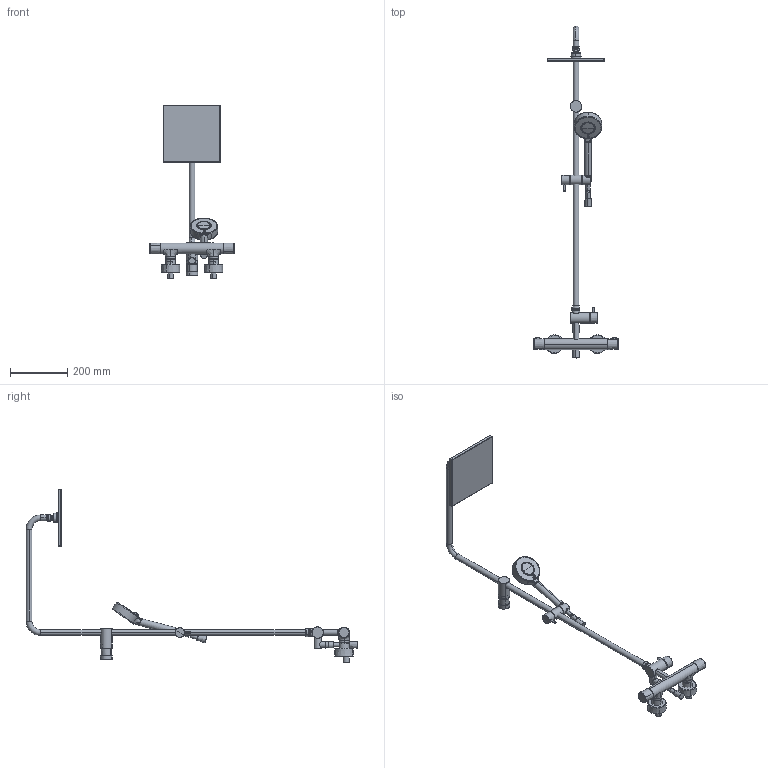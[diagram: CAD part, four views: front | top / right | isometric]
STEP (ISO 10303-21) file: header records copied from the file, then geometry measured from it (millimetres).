
FILE_DESCRIPTION (( 'STEP AP203' ), '1' );
FILE_NAME ('581491130067(2021).STEP', '2021-05-26T09:34:00', ( '' ), ( '' ), 'SwSTEP 2.0', 'SolidWorks 2016', '' );
FILE_SCHEMA (( 'CONFIG_CONTROL_DESIGN' ));
Length unit declared in the file: millimetre
Products named in the file (1): 581491130067(2021)
Bounding box: 295.36 x 1157.54 x 604.95 mm (x, y, z)
Volume: 2199351.3 mm3; surface area: 410835.8 mm2
Topology: 29 solids, 29 shells, 651 faces, 1456 edges, 871 vertices
Faces by surface type: cylinder 180, bspline 155, plane 130, torus 103, cone 56, sphere 27
Entity records: 35351 total; most frequent: CARTESIAN_POINT 22126, ORIENTED_EDGE 2840, DIRECTION 2523, EDGE_CURVE 1420, AXIS2_PLACEMENT_3D 1110, VERTEX_POINT 859, EDGE_LOOP 681, FACE_OUTER_BOUND 650
